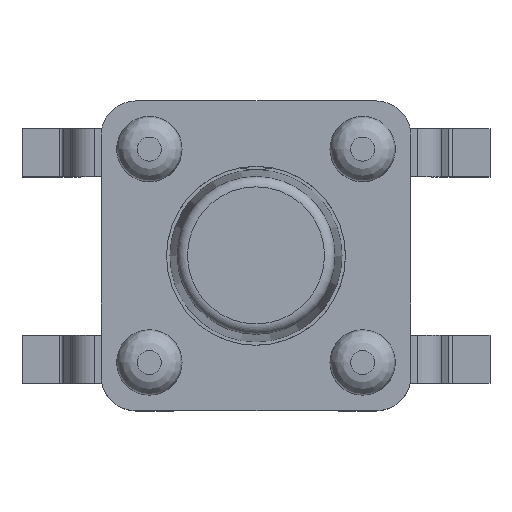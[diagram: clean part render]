
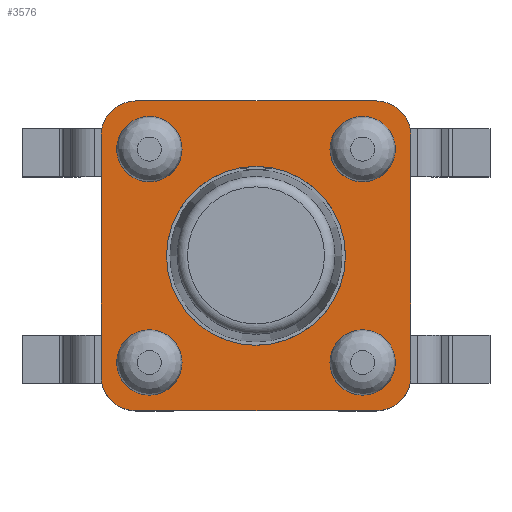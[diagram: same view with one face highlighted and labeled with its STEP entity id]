
A CAD part, top view. The second image highlights one B-rep face of the part: STEP entity #3576.
In plain terms, the highlighted planar face has unit normal (0, 0, 1).
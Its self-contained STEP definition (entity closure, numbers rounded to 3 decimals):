
#48=FACE_BOUND('',#1350,.T.);
#49=FACE_BOUND('',#1351,.T.);
#50=FACE_BOUND('',#1352,.T.);
#51=FACE_BOUND('',#1353,.T.);
#52=FACE_BOUND('',#1354,.T.);
#214=PLANE('',#3905);
#491=LINE('',#5831,#851);
#495=LINE('',#5843,#855);
#499=LINE('',#5855,#859);
#503=LINE('',#5865,#863);
#851=VECTOR('',#4702,10.);
#855=VECTOR('',#4714,10.);
#859=VECTOR('',#4726,10.);
#863=VECTOR('',#4738,10.);
#1123=FACE_OUTER_BOUND('',#1349,.T.);
#1349=EDGE_LOOP('',(#3058,#3059,#3060,#3061,#3062,#3063,#3064,#3065));
#1350=EDGE_LOOP('',(#3066));
#1351=EDGE_LOOP('',(#3067));
#1352=EDGE_LOOP('',(#3068));
#1353=EDGE_LOOP('',(#3069));
#1354=EDGE_LOOP('',(#3070));
#1505=CIRCLE('',#3876,1.3);
#1507=CIRCLE('',#3879,0.475);
#1509=CIRCLE('',#3882,0.475);
#1511=CIRCLE('',#3885,0.475);
#1513=CIRCLE('',#3888,0.475);
#1515=CIRCLE('',#3891,0.5);
#1517=CIRCLE('',#3895,0.5);
#1519=CIRCLE('',#3899,0.5);
#1521=CIRCLE('',#3903,0.5);
#1760=VERTEX_POINT('',#5791);
#1762=VERTEX_POINT('',#5797);
#1764=VERTEX_POINT('',#5803);
#1766=VERTEX_POINT('',#5809);
#1768=VERTEX_POINT('',#5815);
#1771=VERTEX_POINT('',#5822);
#1772=VERTEX_POINT('',#5824);
#1774=VERTEX_POINT('',#5830);
#1776=VERTEX_POINT('',#5836);
#1778=VERTEX_POINT('',#5842);
#1780=VERTEX_POINT('',#5848);
#1782=VERTEX_POINT('',#5854);
#1784=VERTEX_POINT('',#5860);
#2197=EDGE_CURVE('',#1760,#1760,#1505,.T.);
#2200=EDGE_CURVE('',#1762,#1762,#1507,.T.);
#2203=EDGE_CURVE('',#1764,#1764,#1509,.T.);
#2206=EDGE_CURVE('',#1766,#1766,#1511,.T.);
#2209=EDGE_CURVE('',#1768,#1768,#1513,.T.);
#2212=EDGE_CURVE('',#1772,#1771,#1515,.T.);
#2215=EDGE_CURVE('',#1774,#1772,#491,.T.);
#2218=EDGE_CURVE('',#1776,#1774,#1517,.T.);
#2221=EDGE_CURVE('',#1778,#1776,#495,.T.);
#2224=EDGE_CURVE('',#1780,#1778,#1519,.T.);
#2227=EDGE_CURVE('',#1782,#1780,#499,.T.);
#2230=EDGE_CURVE('',#1784,#1782,#1521,.T.);
#2233=EDGE_CURVE('',#1771,#1784,#503,.T.);
#3058=ORIENTED_EDGE('',*,*,#2233,.T.);
#3059=ORIENTED_EDGE('',*,*,#2230,.T.);
#3060=ORIENTED_EDGE('',*,*,#2227,.T.);
#3061=ORIENTED_EDGE('',*,*,#2224,.T.);
#3062=ORIENTED_EDGE('',*,*,#2221,.T.);
#3063=ORIENTED_EDGE('',*,*,#2218,.T.);
#3064=ORIENTED_EDGE('',*,*,#2215,.T.);
#3065=ORIENTED_EDGE('',*,*,#2212,.T.);
#3066=ORIENTED_EDGE('',*,*,#2209,.T.);
#3067=ORIENTED_EDGE('',*,*,#2206,.T.);
#3068=ORIENTED_EDGE('',*,*,#2203,.T.);
#3069=ORIENTED_EDGE('',*,*,#2200,.T.);
#3070=ORIENTED_EDGE('',*,*,#2197,.T.);
#3576=ADVANCED_FACE('',(#1123,#48,#49,#50,#51,#52),#214,.T.);
#3876=AXIS2_PLACEMENT_3D('',#5793,#4661,#4662);
#3879=AXIS2_PLACEMENT_3D('',#5799,#4668,#4669);
#3882=AXIS2_PLACEMENT_3D('',#5805,#4675,#4676);
#3885=AXIS2_PLACEMENT_3D('',#5811,#4682,#4683);
#3888=AXIS2_PLACEMENT_3D('',#5817,#4689,#4690);
#3891=AXIS2_PLACEMENT_3D('',#5825,#4696,#4697);
#3895=AXIS2_PLACEMENT_3D('',#5837,#4708,#4709);
#3899=AXIS2_PLACEMENT_3D('',#5849,#4720,#4721);
#3903=AXIS2_PLACEMENT_3D('',#5861,#4732,#4733);
#3905=AXIS2_PLACEMENT_3D('',#5866,#4739,#4740);
#4661=DIRECTION('center_axis',(0.,0.,-1.));
#4662=DIRECTION('ref_axis',(-1.,0.,0.));
#4668=DIRECTION('center_axis',(0.,0.,-1.));
#4669=DIRECTION('ref_axis',(-1.,0.,0.));
#4675=DIRECTION('center_axis',(0.,0.,-1.));
#4676=DIRECTION('ref_axis',(-1.,0.,0.));
#4682=DIRECTION('center_axis',(0.,0.,-1.));
#4683=DIRECTION('ref_axis',(-1.,0.,0.));
#4689=DIRECTION('center_axis',(0.,0.,-1.));
#4690=DIRECTION('ref_axis',(-1.,0.,0.));
#4696=DIRECTION('center_axis',(0.,0.,1.));
#4697=DIRECTION('ref_axis',(0.,-1.,0.));
#4702=DIRECTION('',(1.,0.,0.));
#4708=DIRECTION('center_axis',(0.,0.,1.));
#4709=DIRECTION('ref_axis',(-1.,0.,0.));
#4714=DIRECTION('',(0.,-1.,0.));
#4720=DIRECTION('center_axis',(0.,0.,1.));
#4721=DIRECTION('ref_axis',(0.,1.,0.));
#4726=DIRECTION('',(-1.,0.,0.));
#4732=DIRECTION('center_axis',(0.,0.,1.));
#4733=DIRECTION('ref_axis',(1.,0.,0.));
#4738=DIRECTION('',(0.,1.,0.));
#4739=DIRECTION('center_axis',(0.,0.,1.));
#4740=DIRECTION('ref_axis',(-1.,0.,0.));
#5791=CARTESIAN_POINT('',(1.3,0.,2.9));
#5793=CARTESIAN_POINT('Origin',(0.,0.,2.9));
#5797=CARTESIAN_POINT('',(-1.075,-1.55,2.9));
#5799=CARTESIAN_POINT('Origin',(-1.55,-1.55,2.9));
#5803=CARTESIAN_POINT('',(2.025,-1.55,2.9));
#5805=CARTESIAN_POINT('Origin',(1.55,-1.55,2.9));
#5809=CARTESIAN_POINT('',(2.025,1.55,2.9));
#5811=CARTESIAN_POINT('Origin',(1.55,1.55,2.9));
#5815=CARTESIAN_POINT('',(-1.075,1.55,2.9));
#5817=CARTESIAN_POINT('Origin',(-1.55,1.55,2.9));
#5822=CARTESIAN_POINT('',(2.25,-1.75,2.9));
#5824=CARTESIAN_POINT('',(1.75,-2.25,2.9));
#5825=CARTESIAN_POINT('Origin',(1.75,-1.75,2.9));
#5830=CARTESIAN_POINT('',(-1.75,-2.25,2.9));
#5831=CARTESIAN_POINT('',(-1.75,-2.25,2.9));
#5836=CARTESIAN_POINT('',(-2.25,-1.75,2.9));
#5837=CARTESIAN_POINT('Origin',(-1.75,-1.75,2.9));
#5842=CARTESIAN_POINT('',(-2.25,1.75,2.9));
#5843=CARTESIAN_POINT('',(-2.25,1.75,2.9));
#5848=CARTESIAN_POINT('',(-1.75,2.25,2.9));
#5849=CARTESIAN_POINT('Origin',(-1.75,1.75,2.9));
#5854=CARTESIAN_POINT('',(1.75,2.25,2.9));
#5855=CARTESIAN_POINT('',(1.75,2.25,2.9));
#5860=CARTESIAN_POINT('',(2.25,1.75,2.9));
#5861=CARTESIAN_POINT('Origin',(1.75,1.75,2.9));
#5865=CARTESIAN_POINT('',(2.25,-1.75,2.9));
#5866=CARTESIAN_POINT('Origin',(0.,0.,2.9));
